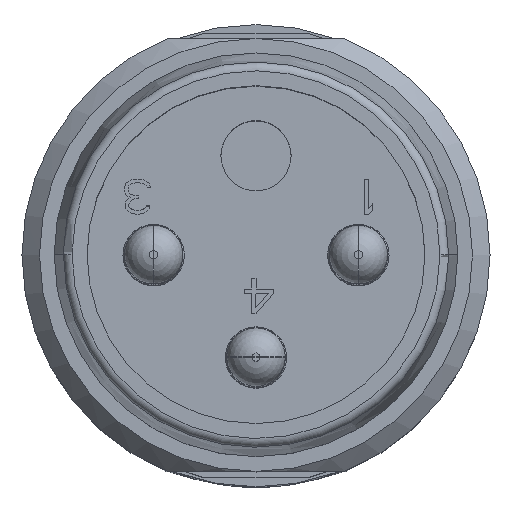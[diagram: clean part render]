
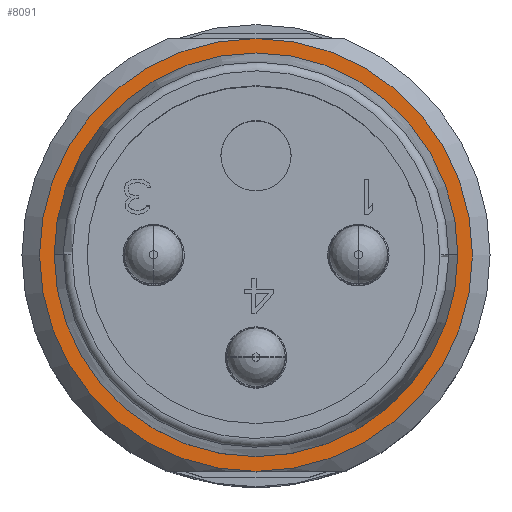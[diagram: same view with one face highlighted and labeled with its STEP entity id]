
A CAD part, top view. The second image highlights one B-rep face of the part: STEP entity #8091.
In plain terms, the highlighted planar face has unit normal (0, 0, 1).
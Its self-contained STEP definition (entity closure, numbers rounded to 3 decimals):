
#280=CARTESIAN_POINT('',(0.,0.,1.9));
#281=DIRECTION('',(0.,0.,-1.));
#282=DIRECTION('',(0.,-1.,0.));
#283=AXIS2_PLACEMENT_3D('',#280,#281,#282);
#285=CARTESIAN_POINT('',(0.,0.,1.9));
#286=DIRECTION('',(0.,0.,-1.));
#287=DIRECTION('',(-1.,0.,0.));
#288=AXIS2_PLACEMENT_3D('',#285,#286,#287);
#290=CARTESIAN_POINT('',(0.,0.,1.9));
#291=DIRECTION('',(0.,0.,-1.));
#292=DIRECTION('',(0.,1.,0.));
#293=AXIS2_PLACEMENT_3D('',#290,#291,#292);
#295=CARTESIAN_POINT('',(0.,0.,1.9));
#296=DIRECTION('',(0.,0.,-1.));
#297=DIRECTION('',(1.,0.,0.));
#298=AXIS2_PLACEMENT_3D('',#295,#296,#297);
#300=CARTESIAN_POINT('',(0.,0.,1.9));
#301=DIRECTION('',(0.,0.,1.));
#302=DIRECTION('',(1.,0.,0.));
#303=AXIS2_PLACEMENT_3D('',#300,#301,#302);
#305=CARTESIAN_POINT('',(0.,0.,1.9));
#306=DIRECTION('',(0.,0.,1.));
#307=DIRECTION('',(-1.,0.,0.));
#308=AXIS2_PLACEMENT_3D('',#305,#306,#307);
#327=CARTESIAN_POINT('',(0.,3.7,1.9));
#329=CARTESIAN_POINT('',(0.,-3.7,1.9));
#7526=VERTEX_POINT('',#329);
#7536=VERTEX_POINT('',#327);
#7537=CARTESIAN_POINT('',(-3.7,0.,1.9));
#7538=VERTEX_POINT('',#7537);
#7539=CARTESIAN_POINT('',(3.7,0.,1.9));
#7540=VERTEX_POINT('',#7539);
#7541=CARTESIAN_POINT('',(3.25,0.,1.9));
#7542=CARTESIAN_POINT('',(-3.25,0.,1.9));
#7543=VERTEX_POINT('',#7541);
#7544=VERTEX_POINT('',#7542);
#8072=CARTESIAN_POINT('',(0.,0.,1.9));
#8073=DIRECTION('',(0.,0.,-1.));
#8074=DIRECTION('',(1.,0.,0.));
#8075=AXIS2_PLACEMENT_3D('',#8072,#8073,#8074);
#8076=PLANE('',#8075);
#8078=ORIENTED_EDGE('',*,*,#8077,.T.);
#8080=ORIENTED_EDGE('',*,*,#8079,.T.);
#8082=ORIENTED_EDGE('',*,*,#8081,.T.);
#8084=ORIENTED_EDGE('',*,*,#8083,.T.);
#8085=EDGE_LOOP('',(#8078,#8080,#8082,#8084));
#8086=FACE_OUTER_BOUND('',#8085,.F.);
#8087=ORIENTED_EDGE('',*,*,#8054,.T.);
#8088=ORIENTED_EDGE('',*,*,#8031,.T.);
#8089=EDGE_LOOP('',(#8087,#8088));
#8090=FACE_BOUND('',#8089,.F.);
#8091=ADVANCED_FACE('',(#8086,#8090),#8076,.F.);
#284=CIRCLE('',#283,3.7);
#289=CIRCLE('',#288,3.7);
#294=CIRCLE('',#293,3.7);
#299=CIRCLE('',#298,3.7);
#304=CIRCLE('',#303,3.25);
#309=CIRCLE('',#308,3.25);
#8031=EDGE_CURVE('',#7544,#7543,#309,.T.);
#8054=EDGE_CURVE('',#7543,#7544,#304,.T.);
#8077=EDGE_CURVE('',#7526,#7538,#284,.T.);
#8079=EDGE_CURVE('',#7538,#7536,#289,.T.);
#8081=EDGE_CURVE('',#7536,#7540,#294,.T.);
#8083=EDGE_CURVE('',#7540,#7526,#299,.T.);
